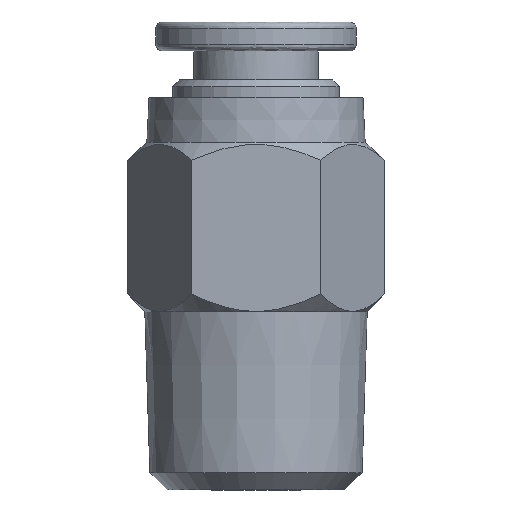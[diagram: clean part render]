
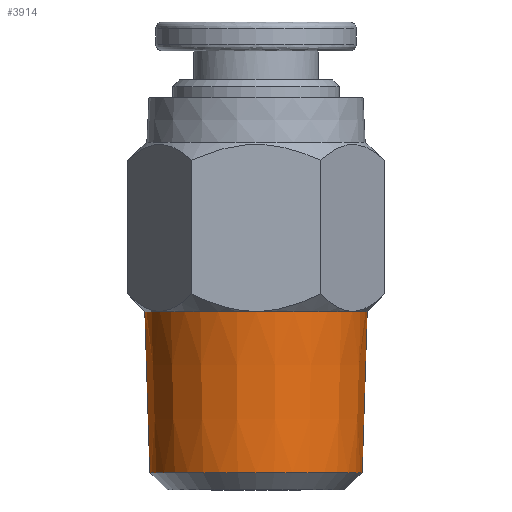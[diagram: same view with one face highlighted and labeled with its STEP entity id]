
A CAD part, front view. The second image highlights one B-rep face of the part: STEP entity #3914.
In plain terms, the highlighted conical face has half-angle 1.79 degrees and reference radius 4.99 mm.
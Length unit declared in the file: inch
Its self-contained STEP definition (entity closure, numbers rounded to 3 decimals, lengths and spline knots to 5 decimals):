
#19 = CARTESIAN_POINT ( 'NONE',  ( 0., 0., 0.125 ) ) ;
#153 = EDGE_CURVE ( 'NONE', #4378, #3349, #1962, .T. ) ;
#276 = AXIS2_PLACEMENT_3D ( 'NONE', #2643, #4065, #1918 ) ;
#385 = DIRECTION ( 'NONE',  ( 1., 0., 0. ) ) ;
#599 = CARTESIAN_POINT ( 'NONE',  ( 0., 0., 0.40945 ) ) ;
#670 = EDGE_CURVE ( 'NONE', #4319, #3391, #2743, .T. ) ;
#690 = DIRECTION ( 'NONE',  ( 0., 0., 1. ) ) ;
#991 = DIRECTION ( 'NONE',  ( -0.031, 0., 1. ) ) ;
#1217 = ORIENTED_EDGE ( 'NONE', *, *, #153, .T. ) ;
#1313 = DIRECTION ( 'NONE',  ( 0., 0., -1. ) ) ;
#1363 = CARTESIAN_POINT ( 'NONE',  ( -0.19646, 0., 0.40945 ) ) ;
#1432 = ORIENTED_EDGE ( 'NONE', *, *, #4064, .T. ) ;
#1526 = CARTESIAN_POINT ( 'NONE',  ( 0.19646, 0., 0.40945 ) ) ;
#1751 = CARTESIAN_POINT ( 'NONE',  ( 0.18757, 0., 0.125 ) ) ;
#1918 = DIRECTION ( 'NONE',  ( 1., 0., 0. ) ) ;
#1962 = LINE ( 'NONE', #3823, #3130 ) ;
#2343 = DIRECTION ( 'NONE',  ( 0.031, 0., 1. ) ) ;
#2378 = CIRCLE ( 'NONE', #4681, 0.18757 ) ;
#2407 = ORIENTED_EDGE ( 'NONE', *, *, #670, .F. ) ;
#2643 = CARTESIAN_POINT ( 'NONE',  ( 0., 0., 0.40945 ) ) ;
#2719 = DIRECTION ( 'NONE',  ( 1., 0., 0. ) ) ;
#2743 = LINE ( 'NONE', #1363, #3995 ) ;
#2746 = EDGE_CURVE ( 'NONE', #4319, #4378, #2378, .T. ) ;
#2960 = ORIENTED_EDGE ( 'NONE', *, *, #2746, .T. ) ;
#3105 = CONICAL_SURFACE ( 'NONE', #276, 0.19646, 0.031 ) ;
#3130 = VECTOR ( 'NONE', #2343, 39.37008 ) ;
#3310 = CARTESIAN_POINT ( 'NONE',  ( -0.19646, 0., 0.40945 ) ) ;
#3349 = VERTEX_POINT ( 'NONE', #1526 ) ;
#3391 = VERTEX_POINT ( 'NONE', #3310 ) ;
#3624 = CIRCLE ( 'NONE', #4413, 0.19646 ) ;
#3823 = CARTESIAN_POINT ( 'NONE',  ( 0.19646, 0., 0.40945 ) ) ;
#3872 = CARTESIAN_POINT ( 'NONE',  ( -0.18757, 0., 0.125 ) ) ;
#3914 = ADVANCED_FACE ( 'NONE', ( #4361 ), #3105, .T. ) ;
#3995 = VECTOR ( 'NONE', #991, 39.37008 ) ;
#4064 = EDGE_CURVE ( 'NONE', #3349, #3391, #3624, .T. ) ;
#4065 = DIRECTION ( 'NONE',  ( 0., 0., 1. ) ) ;
#4319 = VERTEX_POINT ( 'NONE', #3872 ) ;
#4320 = EDGE_LOOP ( 'NONE', ( #2407, #2960, #1217, #1432 ) ) ;
#4361 = FACE_OUTER_BOUND ( 'NONE', #4320, .T. ) ;
#4378 = VERTEX_POINT ( 'NONE', #1751 ) ;
#4413 = AXIS2_PLACEMENT_3D ( 'NONE', #599, #1313, #2719 ) ;
#4681 = AXIS2_PLACEMENT_3D ( 'NONE', #19, #690, #385 ) ;
